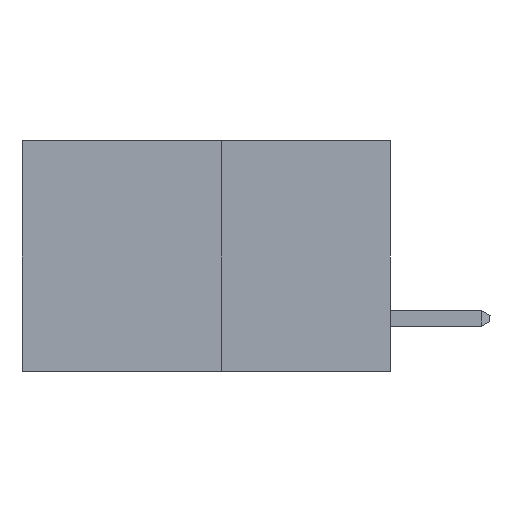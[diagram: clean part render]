
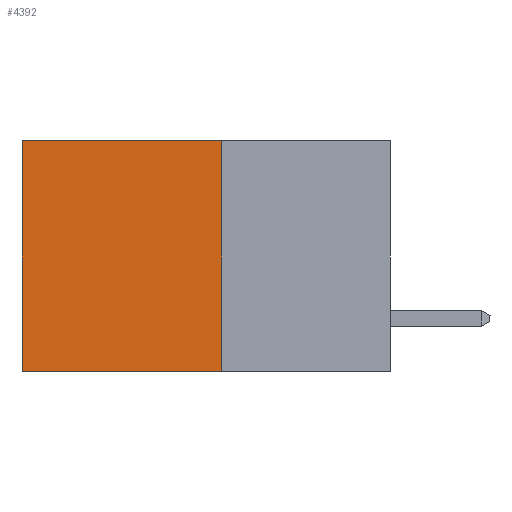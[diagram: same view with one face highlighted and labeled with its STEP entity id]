
A CAD part, left-side view. The second image highlights one B-rep face of the part: STEP entity #4392.
In plain terms, the highlighted planar face has unit normal (-1, 0, 0).
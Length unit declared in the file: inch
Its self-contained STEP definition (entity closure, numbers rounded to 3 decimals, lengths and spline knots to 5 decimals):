
#675 = CARTESIAN_POINT ( 'NONE',  ( 0.277, 0.59, 0. ) ) ;
#1065 = VERTEX_POINT ( 'NONE', #9393 ) ;
#2084 = LINE ( 'NONE', #6842, #7642 ) ;
#2116 = AXIS2_PLACEMENT_3D ( 'NONE', #5274, #4142, #5142 ) ;
#3228 = ORIENTED_EDGE ( 'NONE', *, *, #4077, .F. ) ;
#3630 = FACE_OUTER_BOUND ( 'NONE', #8552, .T. ) ;
#3978 = VERTEX_POINT ( 'NONE', #675 ) ;
#4077 = EDGE_CURVE ( 'NONE', #1065, #4579, #6291, .T. ) ;
#4142 = DIRECTION ( 'NONE',  ( 1., 0., 0. ) ) ;
#4307 = ORIENTED_EDGE ( 'NONE', *, *, #8618, .T. ) ;
#4309 = PLANE ( 'NONE',  #2116 ) ;
#4392 = ADVANCED_FACE ( 'NONE', ( #3630 ), #4309, .F. ) ;
#4579 = VERTEX_POINT ( 'NONE', #6802 ) ;
#4759 = EDGE_CURVE ( 'NONE', #9368, #3978, #2084, .T. ) ;
#4982 = CARTESIAN_POINT ( 'NONE',  ( 0.277, 0.27, 0. ) ) ;
#5142 = DIRECTION ( 'NONE',  ( 0., 0., -1. ) ) ;
#5274 = CARTESIAN_POINT ( 'NONE',  ( 0.277, 0.27, -0.37 ) ) ;
#5501 = VECTOR ( 'NONE', #8429, 39.37008 ) ;
#5761 = ORIENTED_EDGE ( 'NONE', *, *, #4759, .T. ) ;
#5762 = LINE ( 'NONE', #8390, #7213 ) ;
#5981 = EDGE_CURVE ( 'NONE', #9368, #1065, #5762, .T. ) ;
#6291 = LINE ( 'NONE', #7566, #8224 ) ;
#6802 = CARTESIAN_POINT ( 'NONE',  ( 0.277, 0.59, -0.37 ) ) ;
#6842 = CARTESIAN_POINT ( 'NONE',  ( 0.277, 0.27, 0. ) ) ;
#6853 = DIRECTION ( 'NONE',  ( 0., 1., 0. ) ) ;
#6964 = DIRECTION ( 'NONE',  ( 0., 0., -1. ) ) ;
#7213 = VECTOR ( 'NONE', #6964, 39.37008 ) ;
#7434 = ORIENTED_EDGE ( 'NONE', *, *, #5981, .F. ) ;
#7566 = CARTESIAN_POINT ( 'NONE',  ( 0.277, 0.27, -0.37 ) ) ;
#7642 = VECTOR ( 'NONE', #6853, 39.37008 ) ;
#7645 = LINE ( 'NONE', #7702, #5501 ) ;
#7702 = CARTESIAN_POINT ( 'NONE',  ( 0.277, 0.59, -0.37 ) ) ;
#8219 = DIRECTION ( 'NONE',  ( 0., 1., 0. ) ) ;
#8224 = VECTOR ( 'NONE', #8219, 39.37008 ) ;
#8390 = CARTESIAN_POINT ( 'NONE',  ( 0.277, 0.27, -0.37 ) ) ;
#8429 = DIRECTION ( 'NONE',  ( 0., 0., -1. ) ) ;
#8552 = EDGE_LOOP ( 'NONE', ( #4307, #3228, #7434, #5761 ) ) ;
#8618 = EDGE_CURVE ( 'NONE', #3978, #4579, #7645, .T. ) ;
#9368 = VERTEX_POINT ( 'NONE', #4982 ) ;
#9393 = CARTESIAN_POINT ( 'NONE',  ( 0.277, 0.27, -0.37 ) ) ;
